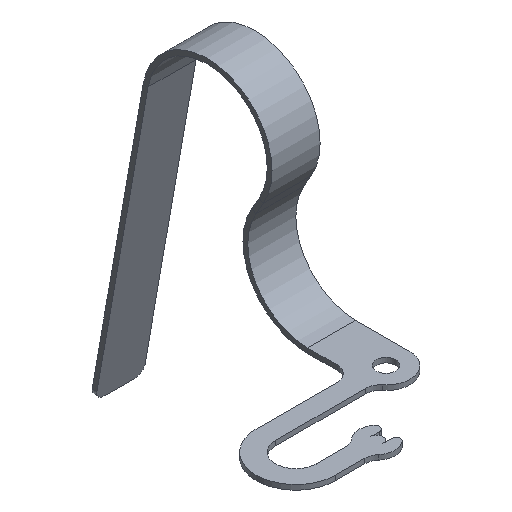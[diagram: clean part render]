
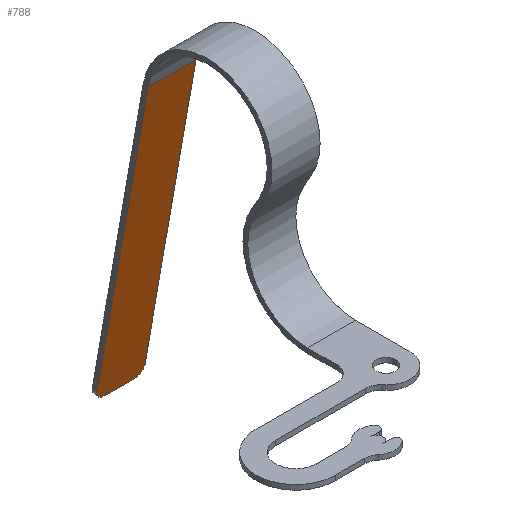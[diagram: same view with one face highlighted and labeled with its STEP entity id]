
A CAD part, isometric view. The second image highlights one B-rep face of the part: STEP entity #788.
In plain terms, the highlighted planar face has unit normal (0, -0.985, -0.174).
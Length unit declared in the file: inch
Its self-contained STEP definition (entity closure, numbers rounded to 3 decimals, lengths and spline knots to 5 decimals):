
#36 = VERTEX_POINT ( 'NONE', #1153 ) ;
#46 = CIRCLE ( 'NONE', #446, 0.003 ) ;
#74 = CARTESIAN_POINT ( 'NONE',  ( -0.008, 0.08821, -0.04774 ) ) ;
#104 = EDGE_CURVE ( 'NONE', #1266, #1012, #709, .T. ) ;
#118 = ORIENTED_EDGE ( 'NONE', *, *, #431, .F. ) ;
#198 = CARTESIAN_POINT ( 'NONE',  ( -0.005, 0.08821, -0.04774 ) ) ;
#205 = LINE ( 'NONE', #744, #597 ) ;
#214 = CARTESIAN_POINT ( 'NONE',  ( 0.005, 0.08821, -0.04774 ) ) ;
#296 = EDGE_CURVE ( 'NONE', #1012, #1196, #1069, .T. ) ;
#314 = EDGE_CURVE ( 'NONE', #36, #1266, #205, .T. ) ;
#345 = VECTOR ( 'NONE', #780, 39.37008 ) ;
#356 = DIRECTION ( 'NONE',  ( 0., -0.985, -0.174 ) ) ;
#364 = FACE_OUTER_BOUND ( 'NONE', #848, .T. ) ;
#379 = LINE ( 'NONE', #74, #345 ) ;
#415 = VERTEX_POINT ( 'NONE', #1157 ) ;
#431 = EDGE_CURVE ( 'NONE', #415, #36, #379, .T. ) ;
#443 = ORIENTED_EDGE ( 'NONE', *, *, #314, .F. ) ;
#446 = AXIS2_PLACEMENT_3D ( 'NONE', #198, #908, #494 ) ;
#494 = DIRECTION ( 'NONE',  ( -1., 0., 0. ) ) ;
#523 = EDGE_CURVE ( 'NONE', #1278, #415, #46, .T. ) ;
#533 = CARTESIAN_POINT ( 'NONE',  ( 0.005, 0.08873, -0.0507 ) ) ;
#539 = DIRECTION ( 'NONE',  ( 0., 0.985, 0.174 ) ) ;
#597 = VECTOR ( 'NONE', #966, 39.37008 ) ;
#617 = ORIENTED_EDGE ( 'NONE', *, *, #523, .F. ) ;
#670 = PLANE ( 'NONE',  #705 ) ;
#678 = VECTOR ( 'NONE', #1273, 39.37008 ) ;
#705 = AXIS2_PLACEMENT_3D ( 'NONE', #962, #356, #754 ) ;
#709 = LINE ( 'NONE', #1277, #678 ) ;
#721 = AXIS2_PLACEMENT_3D ( 'NONE', #214, #539, #1134 ) ;
#744 = CARTESIAN_POINT ( 'NONE',  ( -0.04, 0.07122, 0.0486 ) ) ;
#754 = DIRECTION ( 'NONE',  ( -1., 0., 0. ) ) ;
#780 = DIRECTION ( 'NONE',  ( 0., -0.174, 0.985 ) ) ;
#788 = ADVANCED_FACE ( 'NONE', ( #364 ), #670, .T. ) ;
#820 = EDGE_CURVE ( 'NONE', #1196, #1278, #841, .T. ) ;
#825 = ORIENTED_EDGE ( 'NONE', *, *, #104, .F. ) ;
#841 = LINE ( 'NONE', #1258, #915 ) ;
#843 = ORIENTED_EDGE ( 'NONE', *, *, #820, .F. ) ;
#848 = EDGE_LOOP ( 'NONE', ( #443, #118, #617, #843, #1025, #825 ) ) ;
#908 = DIRECTION ( 'NONE',  ( 0., 0.985, 0.174 ) ) ;
#915 = VECTOR ( 'NONE', #1265, 39.37008 ) ;
#946 = CARTESIAN_POINT ( 'NONE',  ( 0.008, 0.07122, 0.0486 ) ) ;
#962 = CARTESIAN_POINT ( 'NONE',  ( -0.04, 0.04532, 0.19551 ) ) ;
#966 = DIRECTION ( 'NONE',  ( 1., 0., 0. ) ) ;
#1012 = VERTEX_POINT ( 'NONE', #1229 ) ;
#1025 = ORIENTED_EDGE ( 'NONE', *, *, #296, .F. ) ;
#1069 = CIRCLE ( 'NONE', #721, 0.003 ) ;
#1134 = DIRECTION ( 'NONE',  ( -1., 0., 0. ) ) ;
#1153 = CARTESIAN_POINT ( 'NONE',  ( -0.008, 0.07122, 0.0486 ) ) ;
#1157 = CARTESIAN_POINT ( 'NONE',  ( -0.008, 0.08821, -0.04774 ) ) ;
#1196 = VERTEX_POINT ( 'NONE', #533 ) ;
#1229 = CARTESIAN_POINT ( 'NONE',  ( 0.008, 0.08821, -0.04774 ) ) ;
#1246 = CARTESIAN_POINT ( 'NONE',  ( -0.005, 0.08873, -0.0507 ) ) ;
#1258 = CARTESIAN_POINT ( 'NONE',  ( -0.005, 0.08873, -0.0507 ) ) ;
#1265 = DIRECTION ( 'NONE',  ( -1., 0., 0. ) ) ;
#1266 = VERTEX_POINT ( 'NONE', #946 ) ;
#1273 = DIRECTION ( 'NONE',  ( 0., 0.174, -0.985 ) ) ;
#1277 = CARTESIAN_POINT ( 'NONE',  ( 0.008, 0.08821, -0.04774 ) ) ;
#1278 = VERTEX_POINT ( 'NONE', #1246 ) ;
